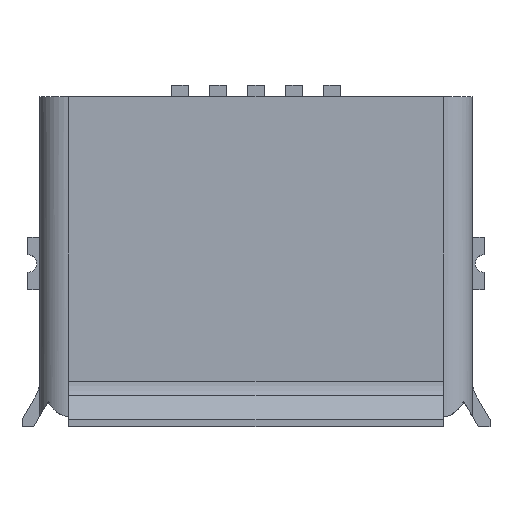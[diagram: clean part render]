
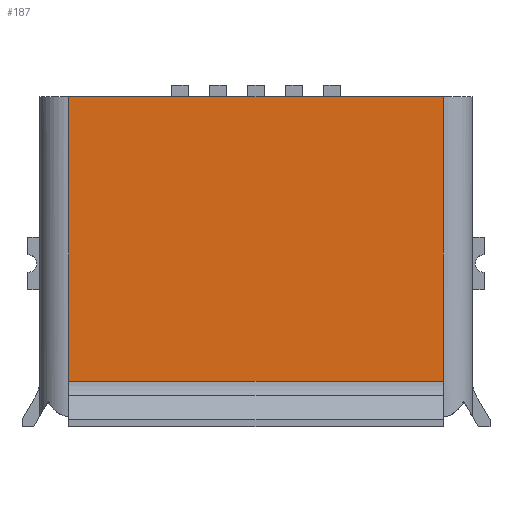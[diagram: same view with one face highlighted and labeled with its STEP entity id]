
A CAD part, top view. The second image highlights one B-rep face of the part: STEP entity #187.
In plain terms, the highlighted planar face has unit normal (0, 0, 1).
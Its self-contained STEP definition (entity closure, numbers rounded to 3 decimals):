
#187 = ADVANCED_FACE( '', ( #426 ), #427, .T. );
#426 = FACE_OUTER_BOUND( '', #711, .T. );
#427 = PLANE( '', #712 );
#711 = EDGE_LOOP( '', ( #1254, #1255, #1256, #1257 ) );
#712 = AXIS2_PLACEMENT_3D( '', #1258, #1259, #1260 );
#1254 = ORIENTED_EDGE( '', *, *, #1902, .T. );
#1255 = ORIENTED_EDGE( '', *, *, #1945, .T. );
#1256 = ORIENTED_EDGE( '', *, *, #1946, .T. );
#1257 = ORIENTED_EDGE( '', *, *, #1947, .T. );
#1258 = CARTESIAN_POINT( '', ( 0., 0., 2.35 ) );
#1259 = DIRECTION( '', ( 0., 0., 1. ) );
#1260 = DIRECTION( '', ( 1., 0., 0. ) );
#1902 = EDGE_CURVE( '', #2357, #2128, #2358, .T. );
#1945 = EDGE_CURVE( '', #2128, #2418, #2419, .T. );
#1946 = EDGE_CURVE( '', #2418, #2420, #2421, .T. );
#1947 = EDGE_CURVE( '', #2420, #2357, #2422, .T. );
#2128 = VERTEX_POINT( '', #2648 );
#2357 = VERTEX_POINT( '', #2987 );
#2358 = LINE( '', #2988, #2989 );
#2418 = VERTEX_POINT( '', #3079 );
#2419 = LINE( '', #3080, #3081 );
#2420 = VERTEX_POINT( '', #3082 );
#2421 = LINE( '', #3083, #3084 );
#2422 = LINE( '', #3085, #3086 );
#2648 = CARTESIAN_POINT( '', ( -3.2, -4.166, 2.35 ) );
#2987 = CARTESIAN_POINT( '', ( -3.2, 0.7, 2.35 ) );
#2988 = CARTESIAN_POINT( '', ( -3.2, -4.3, 2.35 ) );
#2989 = VECTOR( '', #3455, 1000. );
#3079 = CARTESIAN_POINT( '', ( 3.2, -4.166, 2.35 ) );
#3080 = CARTESIAN_POINT( '', ( 3.2, -4.166, 2.35 ) );
#3081 = VECTOR( '', #3498, 1000. );
#3082 = CARTESIAN_POINT( '', ( 3.2, 0.7, 2.35 ) );
#3083 = CARTESIAN_POINT( '', ( 3.2, 0.7, 2.35 ) );
#3084 = VECTOR( '', #3499, 1000. );
#3085 = CARTESIAN_POINT( '', ( 3.7, 0.7, 2.35 ) );
#3086 = VECTOR( '', #3500, 1000. );
#3455 = DIRECTION( '', ( 0., -1., 0. ) );
#3498 = DIRECTION( '', ( 1., 0., 0. ) );
#3499 = DIRECTION( '', ( 0., 1., 0. ) );
#3500 = DIRECTION( '', ( -1., 0., 0. ) );
